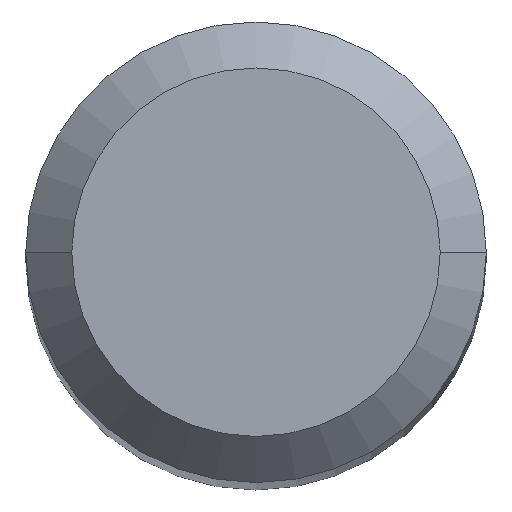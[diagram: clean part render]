
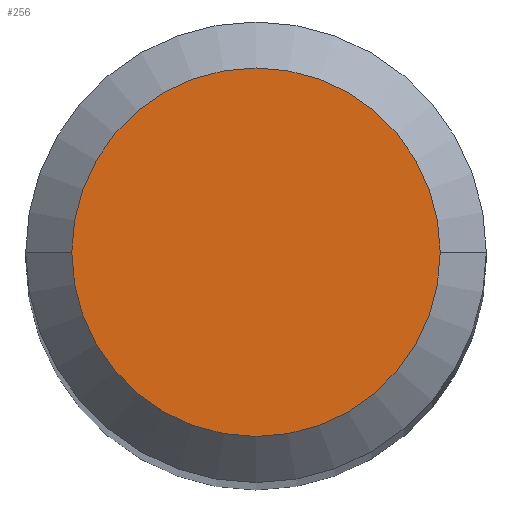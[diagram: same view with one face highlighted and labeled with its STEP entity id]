
A CAD part, top view. The second image highlights one B-rep face of the part: STEP entity #256.
In plain terms, the highlighted planar face has unit normal (0, 0, 1).
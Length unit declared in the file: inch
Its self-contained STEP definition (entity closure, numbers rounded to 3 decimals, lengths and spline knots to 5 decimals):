
#32 = FACE_OUTER_BOUND ( 'NONE', #133, .T. ) ;
#41 = ORIENTED_EDGE ( 'NONE', *, *, #428, .T. ) ;
#62 = DIRECTION ( 'NONE',  ( -1., 0., 0. ) ) ;
#66 = PLANE ( 'NONE',  #196 ) ;
#114 = ORIENTED_EDGE ( 'NONE', *, *, #263, .T. ) ;
#133 = EDGE_LOOP ( 'NONE', ( #114, #41 ) ) ;
#151 = VERTEX_POINT ( 'NONE', #465 ) ;
#196 = AXIS2_PLACEMENT_3D ( 'NONE', #411, #475, #62 ) ;
#256 = ADVANCED_FACE ( 'NONE', ( #32 ), #66, .F. ) ;
#263 = EDGE_CURVE ( 'NONE', #359, #151, #272, .T. ) ;
#272 = CIRCLE ( 'NONE', #380, 0.05 ) ;
#276 = CARTESIAN_POINT ( 'NONE',  ( -0.05, 0., 0. ) ) ;
#296 = DIRECTION ( 'NONE',  ( 0., 0., 1. ) ) ;
#310 = CIRCLE ( 'NONE', #460, 0.05 ) ;
#351 = DIRECTION ( 'NONE',  ( 0., 0., 1. ) ) ;
#359 = VERTEX_POINT ( 'NONE', #276 ) ;
#380 = AXIS2_PLACEMENT_3D ( 'NONE', #472, #296, #483 ) ;
#411 = CARTESIAN_POINT ( 'NONE',  ( 0., 0., 0. ) ) ;
#421 = CARTESIAN_POINT ( 'NONE',  ( 0., 0., 0. ) ) ;
#428 = EDGE_CURVE ( 'NONE', #151, #359, #310, .T. ) ;
#455 = DIRECTION ( 'NONE',  ( 1., 0., 0. ) ) ;
#460 = AXIS2_PLACEMENT_3D ( 'NONE', #421, #351, #455 ) ;
#465 = CARTESIAN_POINT ( 'NONE',  ( 0.05, 0., 0. ) ) ;
#472 = CARTESIAN_POINT ( 'NONE',  ( 0., 0., 0. ) ) ;
#475 = DIRECTION ( 'NONE',  ( 0., 0., -1. ) ) ;
#483 = DIRECTION ( 'NONE',  ( 1., 0., 0. ) ) ;
